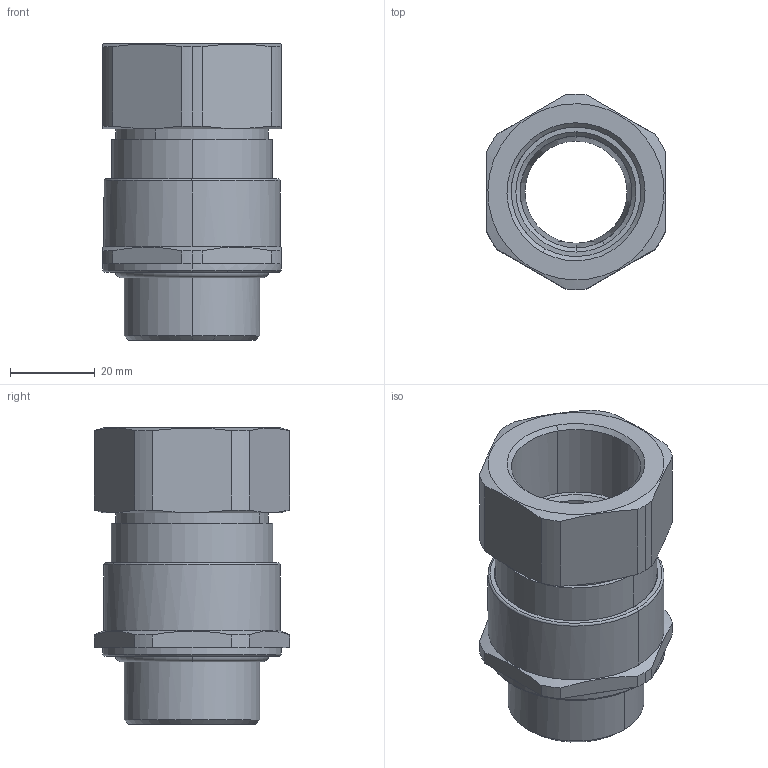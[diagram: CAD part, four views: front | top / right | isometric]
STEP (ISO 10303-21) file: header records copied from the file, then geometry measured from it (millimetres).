
FILE_DESCRIPTION(('CATIA V5 STEP Exchange','CAx-IF Rec.Pracs.--- Model Styling and Organization---1.4--- 2014-01-23'),'2;1');
FILE_NAME ('237041-1_1_1205130000_1205130000.stp','2020-12-18T07:53:45+00:00',('none'),('Weidmueller'),'CATIA Version 5-6 Release 2016 SP3 HF44','CATIA V5 STEP AP214','none');
FILE_SCHEMA(('AUTOMOTIVE_DESIGN { 1 0 10303 214 1 1 1 1 }'));
Length unit declared in the file: millimetre
Products named in the file (1): A2LC_32-M32-M32F-WM
Bounding box: 42 x 46 x 69.75 mm (x, y, z)
Volume: 45045.5 mm3; surface area: 23385.9 mm2
Topology: 3 solids, 3 shells, 122 faces, 300 edges, 190 vertices
Faces by surface type: cylinder 44, plane 30, cone 29, torus 19
Entity records: 3640 total; most frequent: CARTESIAN_POINT 868, ORIENTED_EDGE 600, DIRECTION 475, EDGE_CURVE 300, AXIS2_PLACEMENT_3D 274, VERTEX_POINT 190, CIRCLE 168, EDGE_LOOP 134
